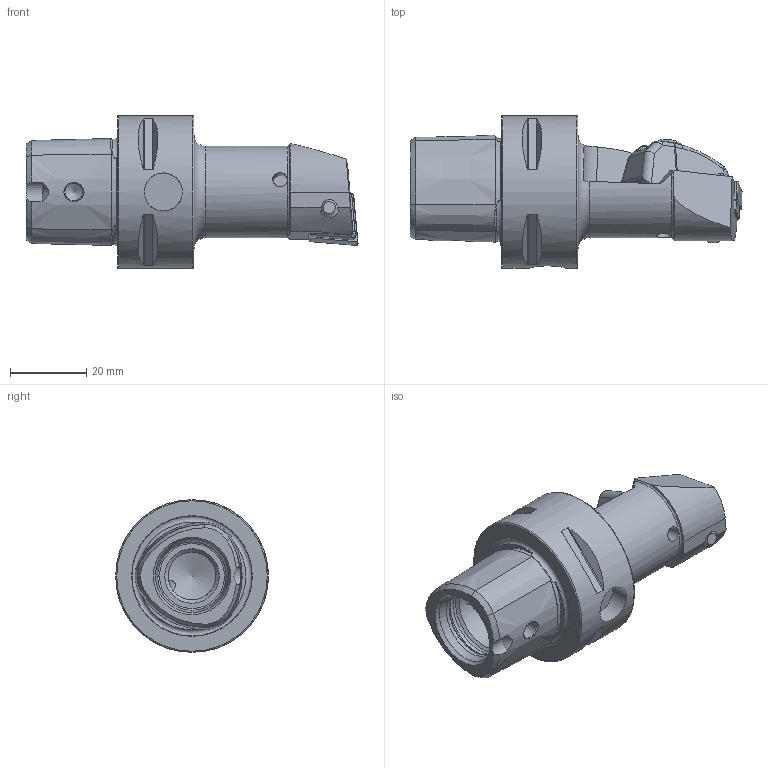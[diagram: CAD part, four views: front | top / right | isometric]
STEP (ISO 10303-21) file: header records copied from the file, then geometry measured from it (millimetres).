
FILE_DESCRIPTION (( 'STEP AP214' ), '1' );
FILE_NAME ('S4-.CD.RLX.063-HPS.STEP', '2025-08-13T09:39:15', ( '' ), ( '' ), 'SwSTEP 2.0', 'SolidWorks 2022', '' );
FILE_SCHEMA (( 'AUTOMOTIVE_DESIGN' ));
Length unit declared in the file: millimetre
Products named in the file (11): Schraube für Spannset PK254; PS4-BCD.RLX.063-HPS_B; WCD-ER2.101.003_A; ISO 4026 - M6 x 6; WKX-ER1.004.005_A_PreviewCfg; Stift für Spannset PK254; WCC-ER2.001.010_A; Spannpratze-HPS; 6.8x0.6x11_vorgespannt; S4-.CD.RLX.063-HPS; CNGN120404
Assembly tree (10 placements, depth 2):
  S4-.CD.RLX.063-HPS
    PS4-BCD.RLX.063-HPS_B
    WCD-ER2.101.003_A
    CNGN120404
    Spannpratze-HPS
    WKX-ER1.004.005_A_PreviewCfg
    Schraube für Spannset PK254
    Stift für Spannset PK254
    6.8x0.6x11_vorgespannt
    WCC-ER2.001.010_A
    ISO 4026 - M6 x 6
Bounding box: 87 x 40 x 40 mm (x, y, z)
Volume: 45456.3 mm3; surface area: 16178.4 mm2
Topology: 10 solids, 10 shells, 340 faces, 837 edges, 527 vertices
Faces by surface type: plane 117, cylinder 116, cone 67, torus 30, bspline 10
Full cylindrical faces by diameter (mm): 1.7 x1, 2 x2, 3.3 x1, 3.8 x1, 4 x2, 4.2 x2, 4.6 x2, 4.9 x1, 5 x3, 6 x1, 6.5 x1, 6.55 x1, 7 x2, 8 x1, 10 x1, 12.5 x1, 18 x2, 20 x1, 40 x1
Entity records: 14442 total; most frequent: CARTESIAN_POINT 6497, ORIENTED_EDGE 1514, DIRECTION 1496, EDGE_CURVE 757, AXIS2_PLACEMENT_3D 596, VERTEX_POINT 511, EDGE_LOOP 430, FACE_OUTER_BOUND 376
